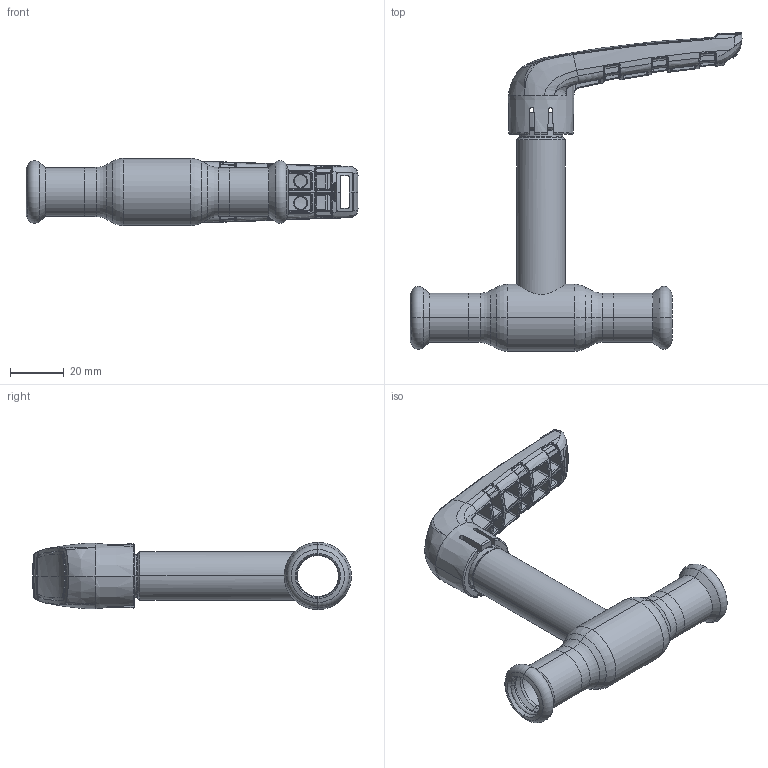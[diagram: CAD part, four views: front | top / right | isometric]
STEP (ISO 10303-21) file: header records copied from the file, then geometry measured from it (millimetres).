
FILE_DESCRIPTION (( 'STEP AP214' ), '1' );
FILE_NAME ('XPR20101 DN10 15 x 15.step', '2018-09-25T08:38:47', ( '' ), ( '' ), 'SwSTEP 2.0', 'SolidWorks 2017', '' );
FILE_SCHEMA (( 'AUTOMOTIVE_DESIGN' ));
Length unit declared in the file: millimetre
Products named in the file (1): XPR20101 DN10 15 x 15
Bounding box: 123.58 x 118.68 x 25 mm (x, y, z)
Surface area: 23310.1 mm2 (no closed solid volume)
Topology: 0 solids, 10 shells, 777 faces, 2504 edges, 1608 vertices
Faces by surface type: bspline 631, plane 55, cylinder 34, cone 32, torus 25
Entity records: 59212 total; most frequent: CARTESIAN_POINT 34849, ORIENTED_EDGE 4082, EDGE_CURVE 2478, B_SPLINE_CURVE_WITH_KNOTS 1745, VERTEX_POINT 1608, DIRECTION 1584, EDGE_LOOP 798, UNCERTAINTY_MEASURE_WITH_UNIT 779
